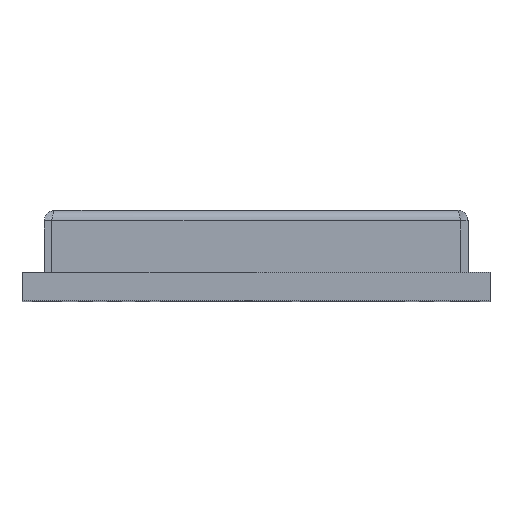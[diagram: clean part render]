
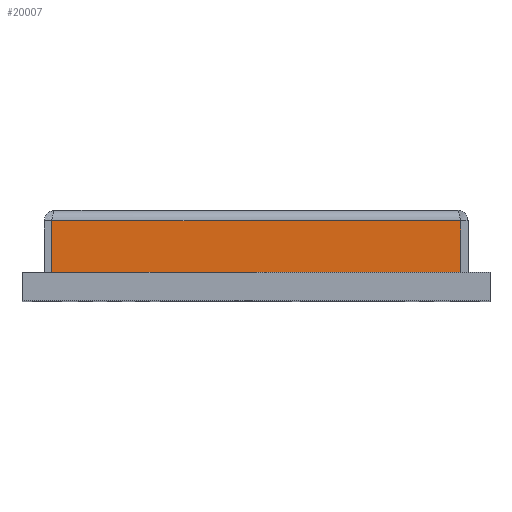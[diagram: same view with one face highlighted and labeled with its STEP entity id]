
A CAD part, top view. The second image highlights one B-rep face of the part: STEP entity #20007.
In plain terms, the highlighted planar face has unit normal (0, 0, 1).
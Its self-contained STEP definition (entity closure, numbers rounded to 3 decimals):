
#974 = LINE ( 'NONE', #23487, #18781 ) ;
#1185 = DIRECTION ( 'NONE',  ( 0., -1., 0. ) ) ;
#4309 = CARTESIAN_POINT ( 'NONE',  ( -5.763, 2.35, 7.68 ) ) ;
#4717 = DIRECTION ( 'NONE',  ( 0., -1., 0. ) ) ;
#5012 = ORIENTED_EDGE ( 'NONE', *, *, #33124, .T. ) ;
#5039 = LINE ( 'NONE', #39737, #32162 ) ;
#7121 = CARTESIAN_POINT ( 'NONE',  ( 5.773, 2.25, 7.68 ) ) ;
#8361 = EDGE_CURVE ( 'NONE', #34572, #17515, #974, .T. ) ;
#8435 = DIRECTION ( 'NONE',  ( -1., 0., 0. ) ) ;
#8650 = ORIENTED_EDGE ( 'NONE', *, *, #8361, .F. ) ;
#9453 = CARTESIAN_POINT ( 'NONE',  ( -5.763, 2.25, 7.68 ) ) ;
#10575 = CARTESIAN_POINT ( 'NONE',  ( 0., 0., 7.68 ) ) ;
#13233 = CARTESIAN_POINT ( 'NONE',  ( -5.763, 0.8, 7.68 ) ) ;
#13533 = EDGE_CURVE ( 'NONE', #17515, #22308, #15094, .T. ) ;
#13714 = VERTEX_POINT ( 'NONE', #9453 ) ;
#13899 = FACE_OUTER_BOUND ( 'NONE', #21173, .T. ) ;
#15094 = LINE ( 'NONE', #21556, #33172 ) ;
#17515 = VERTEX_POINT ( 'NONE', #26933 ) ;
#18255 = ORIENTED_EDGE ( 'NONE', *, *, #13533, .F. ) ;
#18688 = AXIS2_PLACEMENT_3D ( 'NONE', #10575, #23931, #36718 ) ;
#18781 = VECTOR ( 'NONE', #1185, 1000. ) ;
#20007 = ADVANCED_FACE ( 'NONE', ( #13899 ), #35868, .F. ) ;
#20547 = EDGE_CURVE ( 'NONE', #13714, #34572, #5039, .T. ) ;
#21173 = EDGE_LOOP ( 'NONE', ( #5012, #18255, #8650, #39397 ) ) ;
#21556 = CARTESIAN_POINT ( 'NONE',  ( 5.98, 0.8, 7.68 ) ) ;
#22308 = VERTEX_POINT ( 'NONE', #13233 ) ;
#23487 = CARTESIAN_POINT ( 'NONE',  ( 5.773, 2.35, 7.68 ) ) ;
#23931 = DIRECTION ( 'NONE',  ( 0., 0., -1. ) ) ;
#26933 = CARTESIAN_POINT ( 'NONE',  ( 5.773, 0.8, 7.68 ) ) ;
#32162 = VECTOR ( 'NONE', #40361, 1000. ) ;
#32911 = LINE ( 'NONE', #4309, #40529 ) ;
#33124 = EDGE_CURVE ( 'NONE', #13714, #22308, #32911, .T. ) ;
#33172 = VECTOR ( 'NONE', #8435, 1000. ) ;
#34572 = VERTEX_POINT ( 'NONE', #7121 ) ;
#35868 = PLANE ( 'NONE',  #18688 ) ;
#36718 = DIRECTION ( 'NONE',  ( 0., 1., 0. ) ) ;
#39397 = ORIENTED_EDGE ( 'NONE', *, *, #20547, .F. ) ;
#39737 = CARTESIAN_POINT ( 'NONE',  ( 0., 2.25, 7.68 ) ) ;
#40361 = DIRECTION ( 'NONE',  ( 1., 0., 0. ) ) ;
#40529 = VECTOR ( 'NONE', #4717, 1000. ) ;
